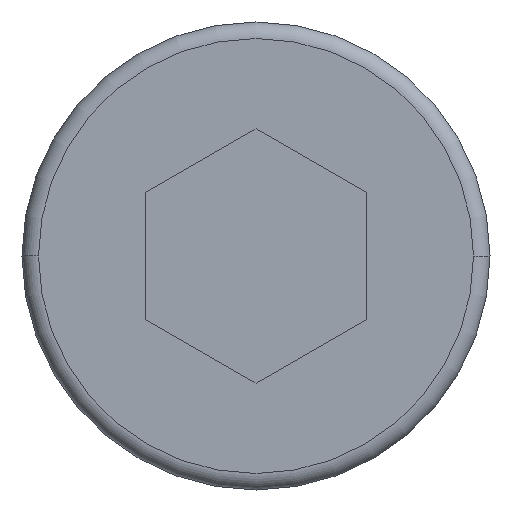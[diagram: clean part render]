
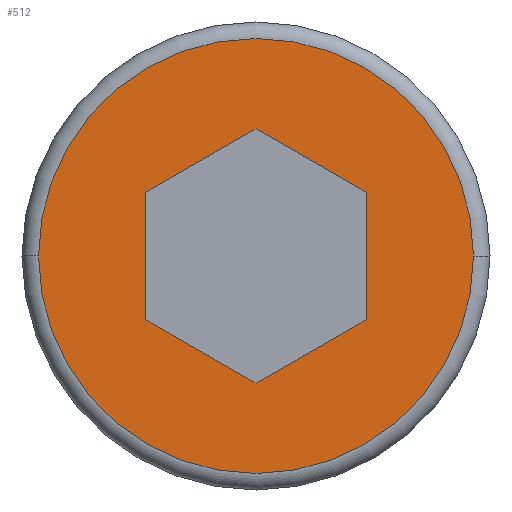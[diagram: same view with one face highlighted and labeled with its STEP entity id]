
A CAD part, left-side view. The second image highlights one B-rep face of the part: STEP entity #512.
In plain terms, the highlighted planar face has unit normal (-1, 0, 0).
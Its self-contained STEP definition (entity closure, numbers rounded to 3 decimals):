
#8 = VERTEX_POINT ( 'NONE', #14 ) ;
#14 = CARTESIAN_POINT ( 'NONE',  ( 0., 2., -1.155 ) ) ;
#36 = EDGE_CURVE ( 'NONE', #8, #496, #318, .T. ) ;
#45 = VERTEX_POINT ( 'NONE', #417 ) ;
#46 = DIRECTION ( 'NONE',  ( 0., 0., -1. ) ) ;
#57 = CARTESIAN_POINT ( 'NONE',  ( 0., 3.95, 0. ) ) ;
#60 = VECTOR ( 'NONE', #219, 1000. ) ;
#69 = VERTEX_POINT ( 'NONE', #319 ) ;
#71 = AXIS2_PLACEMENT_3D ( 'NONE', #89, #516, #198 ) ;
#76 = VECTOR ( 'NONE', #483, 1000. ) ;
#87 = VERTEX_POINT ( 'NONE', #132 ) ;
#89 = CARTESIAN_POINT ( 'NONE',  ( 0., 0., 0. ) ) ;
#101 = ORIENTED_EDGE ( 'NONE', *, *, #36, .F. ) ;
#129 = VECTOR ( 'NONE', #46, 1000. ) ;
#132 = CARTESIAN_POINT ( 'NONE',  ( 0., -2., -1.155 ) ) ;
#146 = EDGE_CURVE ( 'NONE', #69, #45, #458, .T. ) ;
#161 = FACE_BOUND ( 'NONE', #443, .T. ) ;
#169 = CARTESIAN_POINT ( 'NONE',  ( 0., 2., -1.155 ) ) ;
#179 = CARTESIAN_POINT ( 'NONE',  ( 0., -2., -1.155 ) ) ;
#183 = AXIS2_PLACEMENT_3D ( 'NONE', #332, #519, #572 ) ;
#198 = DIRECTION ( 'NONE',  ( 0., -1., 0. ) ) ;
#219 = DIRECTION ( 'NONE',  ( 0., -0.866, -0.5 ) ) ;
#225 = EDGE_CURVE ( 'NONE', #452, #305, #324, .T. ) ;
#231 = DIRECTION ( 'NONE',  ( 0., -0.866, 0.5 ) ) ;
#253 = CARTESIAN_POINT ( 'NONE',  ( 0., -2., 1.155 ) ) ;
#263 = VECTOR ( 'NONE', #371, 1000. ) ;
#264 = ORIENTED_EDGE ( 'NONE', *, *, #225, .T. ) ;
#294 = LINE ( 'NONE', #616, #129 ) ;
#297 = LINE ( 'NONE', #578, #76 ) ;
#300 = CARTESIAN_POINT ( 'NONE',  ( 0., 0., -2.309 ) ) ;
#302 = EDGE_CURVE ( 'NONE', #45, #8, #294, .T. ) ;
#305 = VERTEX_POINT ( 'NONE', #335 ) ;
#318 = LINE ( 'NONE', #169, #60 ) ;
#319 = CARTESIAN_POINT ( 'NONE',  ( 0., 0., 2.309 ) ) ;
#324 = CIRCLE ( 'NONE', #71, 3.95 ) ;
#329 = ORIENTED_EDGE ( 'NONE', *, *, #472, .T. ) ;
#332 = CARTESIAN_POINT ( 'NONE',  ( 0., 0., 0. ) ) ;
#335 = CARTESIAN_POINT ( 'NONE',  ( 0., -3.95, 0. ) ) ;
#353 = DIRECTION ( 'NONE',  ( -1., 0., 0. ) ) ;
#359 = CARTESIAN_POINT ( 'NONE',  ( 0., 0., 0. ) ) ;
#371 = DIRECTION ( 'NONE',  ( 0., 0., 1. ) ) ;
#395 = EDGE_LOOP ( 'NONE', ( #329, #264 ) ) ;
#397 = FACE_OUTER_BOUND ( 'NONE', #395, .T. ) ;
#417 = CARTESIAN_POINT ( 'NONE',  ( 0., 2., 1.155 ) ) ;
#420 = CARTESIAN_POINT ( 'NONE',  ( 0., 0., 2.309 ) ) ;
#422 = EDGE_CURVE ( 'NONE', #489, #69, #297, .T. ) ;
#424 = AXIS2_PLACEMENT_3D ( 'NONE', #359, #353, #540 ) ;
#429 = ORIENTED_EDGE ( 'NONE', *, *, #302, .F. ) ;
#443 = EDGE_LOOP ( 'NONE', ( #429, #473, #542, #533, #553, #101 ) ) ;
#452 = VERTEX_POINT ( 'NONE', #57 ) ;
#458 = LINE ( 'NONE', #420, #596 ) ;
#470 = LINE ( 'NONE', #560, #528 ) ;
#472 = EDGE_CURVE ( 'NONE', #305, #452, #508, .T. ) ;
#473 = ORIENTED_EDGE ( 'NONE', *, *, #146, .F. ) ;
#483 = DIRECTION ( 'NONE',  ( 0., 0.866, 0.5 ) ) ;
#489 = VERTEX_POINT ( 'NONE', #253 ) ;
#496 = VERTEX_POINT ( 'NONE', #300 ) ;
#497 = PLANE ( 'NONE',  #424 ) ;
#508 = CIRCLE ( 'NONE', #183, 3.95 ) ;
#512 = ADVANCED_FACE ( 'NONE', ( #397, #161 ), #497, .T. ) ;
#516 = DIRECTION ( 'NONE',  ( -1., 0., 0. ) ) ;
#519 = DIRECTION ( 'NONE',  ( -1., 0., 0. ) ) ;
#528 = VECTOR ( 'NONE', #231, 1000. ) ;
#533 = ORIENTED_EDGE ( 'NONE', *, *, #611, .F. ) ;
#540 = DIRECTION ( 'NONE',  ( 0., -1., 0. ) ) ;
#542 = ORIENTED_EDGE ( 'NONE', *, *, #422, .F. ) ;
#553 = ORIENTED_EDGE ( 'NONE', *, *, #594, .F. ) ;
#560 = CARTESIAN_POINT ( 'NONE',  ( 0., 0., -2.309 ) ) ;
#572 = DIRECTION ( 'NONE',  ( 0., -1., 0. ) ) ;
#578 = CARTESIAN_POINT ( 'NONE',  ( 0., -2., 1.155 ) ) ;
#594 = EDGE_CURVE ( 'NONE', #496, #87, #470, .T. ) ;
#596 = VECTOR ( 'NONE', #603, 1000. ) ;
#602 = LINE ( 'NONE', #179, #263 ) ;
#603 = DIRECTION ( 'NONE',  ( 0., 0.866, -0.5 ) ) ;
#611 = EDGE_CURVE ( 'NONE', #87, #489, #602, .T. ) ;
#616 = CARTESIAN_POINT ( 'NONE',  ( 0., 2., 1.155 ) ) ;
